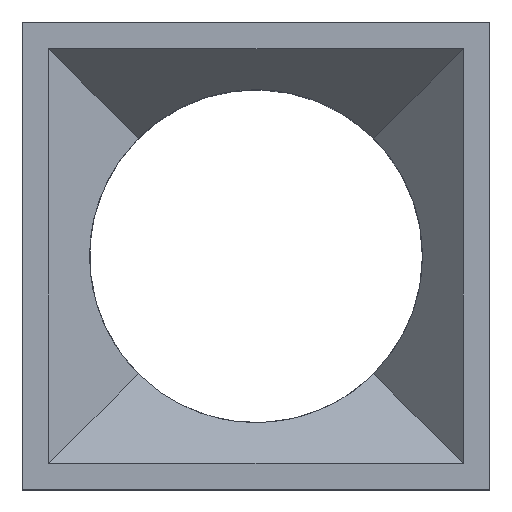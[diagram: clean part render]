
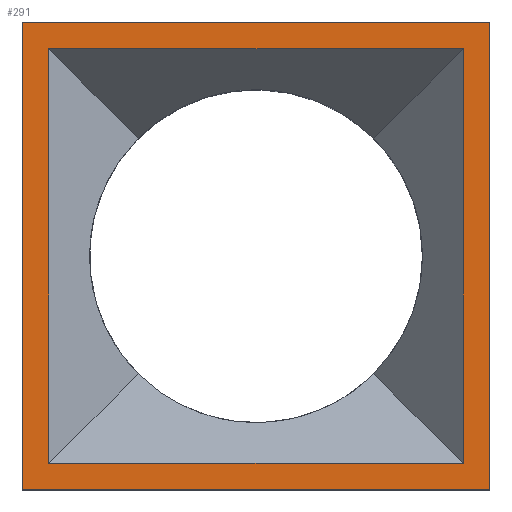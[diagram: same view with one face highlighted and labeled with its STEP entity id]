
A CAD part, top view. The second image highlights one B-rep face of the part: STEP entity #291.
In plain terms, the highlighted planar face has unit normal (0, 0, 1).
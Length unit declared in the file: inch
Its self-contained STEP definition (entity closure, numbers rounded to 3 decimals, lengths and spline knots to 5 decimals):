
#112=PLANE('',#640);
#174=LINE('',#853,#234);
#178=LINE('',#862,#238);
#181=LINE('',#868,#241);
#184=LINE('',#874,#244);
#186=LINE('',#877,#246);
#187=LINE('',#880,#247);
#188=LINE('',#882,#248);
#189=LINE('',#884,#249);
#234=VECTOR('',#702,1.);
#238=VECTOR('',#708,1.);
#241=VECTOR('',#713,1.);
#244=VECTOR('',#718,1.);
#246=VECTOR('',#722,1.);
#247=VECTOR('',#723,1.);
#248=VECTOR('',#724,1.);
#249=VECTOR('',#725,1.);
#291=ADVANCED_FACE('',(#318,#319),#112,.T.);
#318=FACE_BOUND('',#336,.T.);
#319=FACE_BOUND('',#337,.T.);
#336=EDGE_LOOP('',(#398,#399,#400,#401));
#337=EDGE_LOOP('',(#402,#403,#404,#405));
#398=ORIENTED_EDGE('',*,*,#572,.F.);
#399=ORIENTED_EDGE('',*,*,#573,.F.);
#400=ORIENTED_EDGE('',*,*,#574,.F.);
#401=ORIENTED_EDGE('',*,*,#575,.F.);
#402=ORIENTED_EDGE('',*,*,#560,.T.);
#403=ORIENTED_EDGE('',*,*,#564,.T.);
#404=ORIENTED_EDGE('',*,*,#567,.T.);
#405=ORIENTED_EDGE('',*,*,#570,.T.);
#514=VERTEX_POINT('',#854);
#515=VERTEX_POINT('',#855);
#518=VERTEX_POINT('',#863);
#520=VERTEX_POINT('',#869);
#522=VERTEX_POINT('',#878);
#523=VERTEX_POINT('',#879);
#524=VERTEX_POINT('',#881);
#525=VERTEX_POINT('',#883);
#560=EDGE_CURVE('',#514,#515,#174,.T.);
#564=EDGE_CURVE('',#515,#518,#178,.T.);
#567=EDGE_CURVE('',#518,#520,#181,.T.);
#570=EDGE_CURVE('',#520,#514,#184,.T.);
#572=EDGE_CURVE('',#522,#523,#186,.T.);
#573=EDGE_CURVE('',#524,#522,#187,.T.);
#574=EDGE_CURVE('',#525,#524,#188,.T.);
#575=EDGE_CURVE('',#523,#525,#189,.T.);
#640=AXIS2_PLACEMENT_3D('',#885,#726,#727);
#702=DIRECTION('',(0.,-1.,0.));
#708=DIRECTION('',(1.,0.,0.));
#713=DIRECTION('',(0.,1.,0.));
#718=DIRECTION('',(-1.,0.,0.));
#722=DIRECTION('',(0.,-1.,0.));
#723=DIRECTION('',(-1.,0.,0.));
#724=DIRECTION('',(0.,1.,0.));
#725=DIRECTION('',(1.,0.,0.));
#726=DIRECTION('',(0.,0.,1.));
#727=DIRECTION('',(1.,0.,0.));
#853=CARTESIAN_POINT('',(-1.1,0.,0.75));
#854=CARTESIAN_POINT('',(-1.1,1.1,0.75));
#855=CARTESIAN_POINT('',(-1.1,-1.1,0.75));
#862=CARTESIAN_POINT('',(0.,-1.1,0.75));
#863=CARTESIAN_POINT('',(1.1,-1.1,0.75));
#868=CARTESIAN_POINT('',(1.1,0.,0.75));
#869=CARTESIAN_POINT('',(1.1,1.1,0.75));
#874=CARTESIAN_POINT('',(0.,1.1,0.75));
#877=CARTESIAN_POINT('',(-0.975,0.,0.75));
#878=CARTESIAN_POINT('',(-0.975,0.975,0.75));
#879=CARTESIAN_POINT('',(-0.975,-0.975,0.75));
#880=CARTESIAN_POINT('',(0.,0.975,0.75));
#881=CARTESIAN_POINT('',(0.975,0.975,0.75));
#882=CARTESIAN_POINT('',(0.975,0.,0.75));
#883=CARTESIAN_POINT('',(0.975,-0.975,0.75));
#884=CARTESIAN_POINT('',(0.,-0.975,0.75));
#885=CARTESIAN_POINT('',(0.,0.,0.75));
